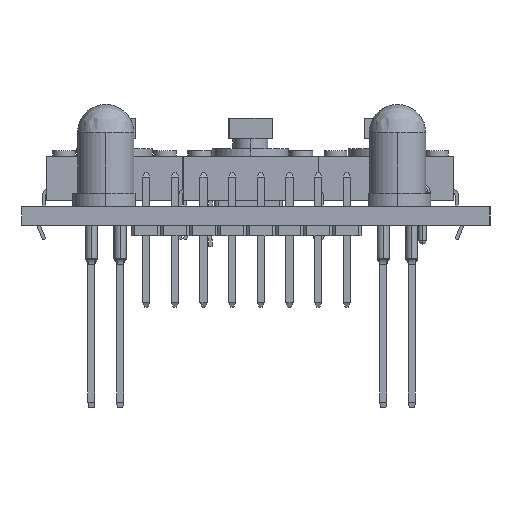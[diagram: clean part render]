
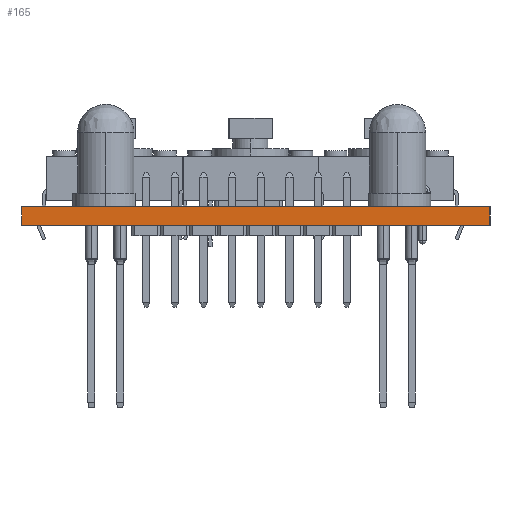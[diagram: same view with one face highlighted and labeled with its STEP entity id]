
A CAD part, left-side view. The second image highlights one B-rep face of the part: STEP entity #165.
In plain terms, the highlighted planar face has unit normal (-1, 0, 0).
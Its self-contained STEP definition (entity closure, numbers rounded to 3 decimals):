
#109 = VERTEX_POINT('',#110);
#110 = CARTESIAN_POINT('',(-56.9,43.,0.803));
#116 = EDGE_CURVE('',#117,#109,#119,.T.);
#117 = VERTEX_POINT('',#118);
#118 = CARTESIAN_POINT('',(-56.9,43.,-0.803));
#119 = LINE('',#120,#121);
#120 = CARTESIAN_POINT('',(-56.9,43.,-0.803));
#121 = VECTOR('',#122,1.);
#122 = DIRECTION('',(0.,0.,1.));
#165 = ADVANCED_FACE('',(#166),#191,.F.);
#166 = FACE_BOUND('',#167,.F.);
#167 = EDGE_LOOP('',(#168,#169,#177,#185));
#168 = ORIENTED_EDGE('',*,*,#116,.T.);
#169 = ORIENTED_EDGE('',*,*,#170,.T.);
#170 = EDGE_CURVE('',#109,#171,#173,.T.);
#171 = VERTEX_POINT('',#172);
#172 = CARTESIAN_POINT('',(-56.9,1.5,0.803));
#173 = LINE('',#174,#175);
#174 = CARTESIAN_POINT('',(-56.9,43.,0.803));
#175 = VECTOR('',#176,1.);
#176 = DIRECTION('',(0.,-1.,0.));
#177 = ORIENTED_EDGE('',*,*,#178,.F.);
#178 = EDGE_CURVE('',#179,#171,#181,.T.);
#179 = VERTEX_POINT('',#180);
#180 = CARTESIAN_POINT('',(-56.9,1.5,-0.803));
#181 = LINE('',#182,#183);
#182 = CARTESIAN_POINT('',(-56.9,1.5,-0.803));
#183 = VECTOR('',#184,1.);
#184 = DIRECTION('',(0.,0.,1.));
#185 = ORIENTED_EDGE('',*,*,#186,.F.);
#186 = EDGE_CURVE('',#117,#179,#187,.T.);
#187 = LINE('',#188,#189);
#188 = CARTESIAN_POINT('',(-56.9,43.,-0.803));
#189 = VECTOR('',#190,1.);
#190 = DIRECTION('',(0.,-1.,0.));
#191 = PLANE('',#192);
#192 = AXIS2_PLACEMENT_3D('',#193,#194,#195);
#193 = CARTESIAN_POINT('',(-56.9,43.,-0.803));
#194 = DIRECTION('',(1.,0.,0.));
#195 = DIRECTION('',(0.,-1.,0.));
